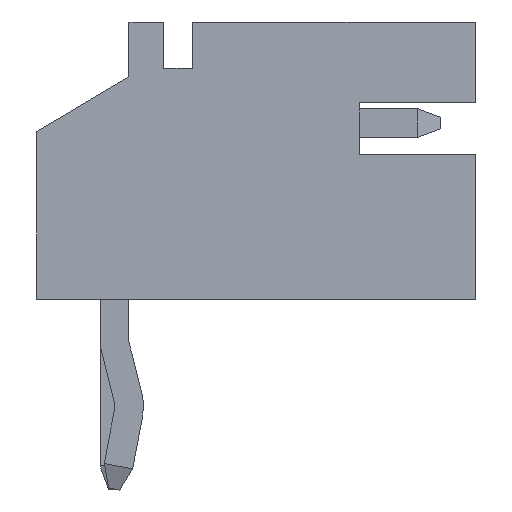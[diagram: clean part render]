
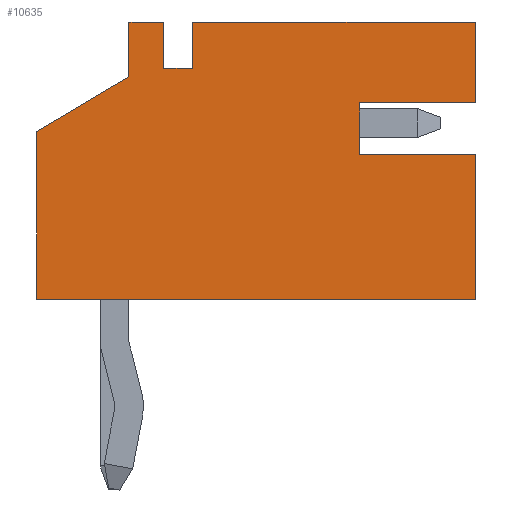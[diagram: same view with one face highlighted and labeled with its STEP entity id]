
A CAD part, left-side view. The second image highlights one B-rep face of the part: STEP entity #10635.
In plain terms, the highlighted face is planar.
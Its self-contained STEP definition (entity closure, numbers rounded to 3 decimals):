
#1979=ORIENTED_EDGE('',*,*,#3071,.F.);
#1980=ORIENTED_EDGE('',*,*,#3069,.F.);
#1981=ORIENTED_EDGE('',*,*,#2889,.F.);
#1982=ORIENTED_EDGE('',*,*,#2872,.F.);
#1983=ORIENTED_EDGE('',*,*,#3062,.T.);
#1984=ORIENTED_EDGE('',*,*,#3065,.T.);
#1985=ORIENTED_EDGE('',*,*,#3067,.T.);
#1986=ORIENTED_EDGE('',*,*,#2792,.F.);
#1987=ORIENTED_EDGE('',*,*,#3302,.F.);
#1988=ORIENTED_EDGE('',*,*,#3077,.F.);
#1989=ORIENTED_EDGE('',*,*,#3074,.F.);
#1990=ORIENTED_EDGE('',*,*,#2941,.F.);
#1991=ORIENTED_EDGE('',*,*,#2933,.F.);
#1992=ORIENTED_EDGE('',*,*,#3073,.F.);
#2792=EDGE_CURVE('',#3736,#3737,#4452,.T.);
#2872=EDGE_CURVE('',#3814,#3815,#4532,.T.);
#2889=EDGE_CURVE('',#3815,#3831,#4549,.T.);
#2933=EDGE_CURVE('',#3863,#3864,#4593,.T.);
#2941=EDGE_CURVE('',#3864,#3870,#4601,.T.);
#3062=EDGE_CURVE('',#3814,#3964,#4713,.T.);
#3065=EDGE_CURVE('',#3964,#3966,#4716,.T.);
#3067=EDGE_CURVE('',#3966,#3737,#4718,.T.);
#3069=EDGE_CURVE('',#3831,#3967,#4720,.T.);
#3071=EDGE_CURVE('',#3967,#3968,#4722,.T.);
#3073=EDGE_CURVE('',#3968,#3863,#4724,.T.);
#3074=EDGE_CURVE('',#3870,#3969,#4725,.T.);
#3077=EDGE_CURVE('',#3969,#3971,#4728,.T.);
#3302=EDGE_CURVE('',#3971,#3736,#4944,.T.);
#3736=VERTEX_POINT('',#14206);
#3737=VERTEX_POINT('',#14208);
#3814=VERTEX_POINT('',#14376);
#3815=VERTEX_POINT('',#14378);
#3831=VERTEX_POINT('',#14413);
#3863=VERTEX_POINT('',#14502);
#3864=VERTEX_POINT('',#14504);
#3870=VERTEX_POINT('',#14519);
#3964=VERTEX_POINT('',#14745);
#3966=VERTEX_POINT('',#14751);
#3967=VERTEX_POINT('',#14759);
#3968=VERTEX_POINT('',#14763);
#3969=VERTEX_POINT('',#14769);
#3971=VERTEX_POINT('',#14775);
#4452=LINE('',#14207,#5410);
#4532=LINE('',#14377,#5490);
#4549=LINE('',#14412,#5507);
#4593=LINE('',#14503,#5551);
#4601=LINE('',#14518,#5559);
#4713=LINE('',#14746,#5671);
#4716=LINE('',#14752,#5674);
#4718=LINE('',#14755,#5676);
#4720=LINE('',#14758,#5678);
#4722=LINE('',#14762,#5680);
#4724=LINE('',#14766,#5682);
#4725=LINE('',#14768,#5683);
#4728=LINE('',#14774,#5686);
#4944=LINE('',#15222,#5902);
#5410=VECTOR('',#12131,1000.);
#5490=VECTOR('',#12235,1000.);
#5507=VECTOR('',#12256,1000.);
#5551=VECTOR('',#12328,1000.);
#5559=VECTOR('',#12338,1000.);
#5671=VECTOR('',#12492,1000.);
#5674=VECTOR('',#12497,1000.);
#5676=VECTOR('',#12501,1000.);
#5678=VECTOR('',#12505,1000.);
#5680=VECTOR('',#12509,1000.);
#5682=VECTOR('',#12513,1000.);
#5683=VECTOR('',#12516,1000.);
#5686=VECTOR('',#12521,1000.);
#5902=VECTOR('',#13009,1000.);
#6416=EDGE_LOOP('',(#1979,#1980,#1981,#1982,#1983,#1984,#1985,#1986,#1987,
#1988,#1989,#1990,#1991,#1992));
#6862=FACE_BOUND('',#6416,.T.);
#7241=PLANE('',#11196);
#10635=ADVANCED_FACE('',(#6862),#7241,.F.);
#11196=AXIS2_PLACEMENT_3D('',#15224,#13012,#13013);
#12131=DIRECTION('',(0.,0.,1.));
#12235=DIRECTION('',(0.,0.,1.));
#12256=DIRECTION('',(0.,1.,0.));
#12328=DIRECTION('',(0.,1.,0.));
#12338=DIRECTION('',(0.,0.,-1.));
#12492=DIRECTION('',(0.,1.,0.));
#12497=DIRECTION('',(0.,0.,-1.));
#12501=DIRECTION('',(0.,-1.,0.));
#12505=DIRECTION('',(0.,0.,-1.));
#12509=DIRECTION('',(0.,1.,0.));
#12513=DIRECTION('',(0.,0.,1.));
#12516=DIRECTION('',(0.,-1.,0.));
#12521=DIRECTION('',(0.,-0.511,0.86));
#13009=DIRECTION('',(0.,-1.,0.));
#13012=DIRECTION('',(-1.,0.,0.));
#13013=DIRECTION('',(0.,0.,1.));
#14206=CARTESIAN_POINT('',(11.,-2.4,-3.));
#14207=CARTESIAN_POINT('',(11.,-2.4,-3.));
#14208=CARTESIAN_POINT('',(11.,-2.4,-2.4));
#14376=CARTESIAN_POINT('',(11.,-2.4,-1.9));
#14377=CARTESIAN_POINT('',(11.,-2.4,-3.));
#14378=CARTESIAN_POINT('',(11.,-2.4,3.));
#14412=CARTESIAN_POINT('',(11.,-2.4,3.));
#14413=CARTESIAN_POINT('',(11.,-1.,3.));
#14502=CARTESIAN_POINT('',(11.,-0.1,3.));
#14503=CARTESIAN_POINT('',(11.,-2.4,3.));
#14504=CARTESIAN_POINT('',(11.,2.4,3.));
#14518=CARTESIAN_POINT('',(11.,2.4,3.));
#14519=CARTESIAN_POINT('',(11.,2.4,-4.6));
#14745=CARTESIAN_POINT('',(11.,-1.6,-1.9));
#14746=CARTESIAN_POINT('',(11.,-2.4,-1.9));
#14751=CARTESIAN_POINT('',(11.,-1.6,-2.4));
#14752=CARTESIAN_POINT('',(11.,-1.6,-1.9));
#14755=CARTESIAN_POINT('',(11.,-1.6,-2.4));
#14758=CARTESIAN_POINT('',(11.,-1.,3.));
#14759=CARTESIAN_POINT('',(11.,-1.,1.));
#14762=CARTESIAN_POINT('',(11.,-1.,1.));
#14763=CARTESIAN_POINT('',(11.,-0.1,1.));
#14766=CARTESIAN_POINT('',(11.,-0.1,1.));
#14768=CARTESIAN_POINT('',(11.,2.4,-4.6));
#14769=CARTESIAN_POINT('',(11.,-0.5,-4.6));
#14774=CARTESIAN_POINT('',(11.,-0.5,-4.6));
#14775=CARTESIAN_POINT('',(11.,-1.45,-3.));
#15222=CARTESIAN_POINT('',(11.,2.4,-3.));
#15224=CARTESIAN_POINT('',(11.,0.,0.));
